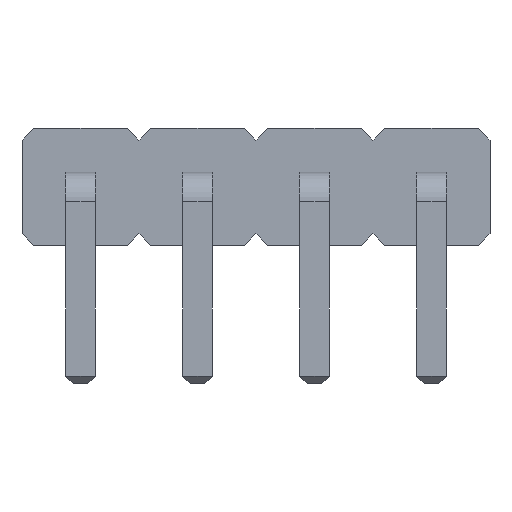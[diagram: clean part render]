
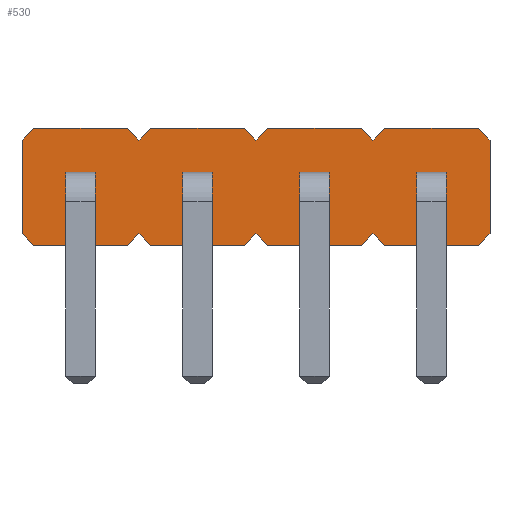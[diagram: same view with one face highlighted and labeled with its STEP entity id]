
A CAD part, left-side view. The second image highlights one B-rep face of the part: STEP entity #530.
In plain terms, the highlighted planar face has unit normal (-1, 0, 0).
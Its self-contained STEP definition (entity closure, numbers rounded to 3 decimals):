
#13=DIRECTION('',(0.,0.,1.));
#22=VERTEX_POINT('',#23);
#23=CARTESIAN_POINT('',(1.5,1.27,0.254));
#34=VECTOR('',#35,1.);
#35=DIRECTION('',(0.,-0.707,-0.707));
#38=VERTEX_POINT('',#39);
#39=CARTESIAN_POINT('',(1.5,1.016,0.));
#42=EDGE_CURVE('',#22,#38,#43,.T.);
#43=LINE('',#23,#34);
#46=DIRECTION('',(0.,0.707,-0.707));
#56=VECTOR('',#57,1.);
#57=DIRECTION('',(0.,-1.,0.));
#60=VERTEX_POINT('',#61);
#61=CARTESIAN_POINT('',(1.5,-1.016,0.));
#64=EDGE_CURVE('',#38,#60,#65,.T.);
#65=LINE('',#39,#56);
#78=VECTOR('',#79,1.);
#79=DIRECTION('',(0.,-0.707,0.707));
#82=VERTEX_POINT('',#83);
#83=CARTESIAN_POINT('',(1.5,-1.27,0.254));
#86=EDGE_CURVE('',#60,#82,#87,.T.);
#87=LINE('',#61,#78);
#102=VERTEX_POINT('',#103);
#103=CARTESIAN_POINT('',(1.5,-1.524,0.));
#106=EDGE_CURVE('',#82,#102,#107,.T.);
#107=LINE('',#83,#34);
#121=VERTEX_POINT('',#122);
#122=CARTESIAN_POINT('',(1.5,-3.556,0.));
#125=EDGE_CURVE('',#102,#121,#126,.T.);
#126=LINE('',#103,#56);
#140=VERTEX_POINT('',#141);
#141=CARTESIAN_POINT('',(1.5,-3.81,0.254));
#144=EDGE_CURVE('',#121,#140,#145,.T.);
#145=LINE('',#122,#78);
#159=VERTEX_POINT('',#160);
#160=CARTESIAN_POINT('',(1.5,-4.064,0.));
#163=EDGE_CURVE('',#140,#159,#164,.T.);
#164=LINE('',#141,#34);
#178=VERTEX_POINT('',#179);
#179=CARTESIAN_POINT('',(1.5,-6.096,0.));
#182=EDGE_CURVE('',#159,#178,#183,.T.);
#183=LINE('',#160,#56);
#197=VERTEX_POINT('',#198);
#198=CARTESIAN_POINT('',(1.5,-6.35,0.254));
#201=EDGE_CURVE('',#178,#197,#202,.T.);
#202=LINE('',#179,#78);
#216=VERTEX_POINT('',#217);
#217=CARTESIAN_POINT('',(1.5,-6.604,0.));
#220=EDGE_CURVE('',#197,#216,#221,.T.);
#221=LINE('',#198,#34);
#235=VERTEX_POINT('',#236);
#236=CARTESIAN_POINT('',(1.5,-8.636,0.));
#239=EDGE_CURVE('',#216,#235,#240,.T.);
#240=LINE('',#217,#56);
#254=VERTEX_POINT('',#255);
#255=CARTESIAN_POINT('',(1.5,-8.89,0.254));
#258=EDGE_CURVE('',#235,#254,#259,.T.);
#259=LINE('',#236,#78);
#271=VECTOR('',#13,1.);
#274=VERTEX_POINT('',#275);
#275=CARTESIAN_POINT('',(1.5,-8.89,2.286));
#278=EDGE_CURVE('',#254,#274,#279,.T.);
#279=LINE('',#255,#271);
#291=VECTOR('',#292,1.);
#292=DIRECTION('',(0.,0.707,0.707));
#295=VERTEX_POINT('',#296);
#296=CARTESIAN_POINT('',(1.5,-8.636,2.54));
#299=EDGE_CURVE('',#274,#295,#300,.T.);
#300=LINE('',#275,#291);
#312=VECTOR('',#313,1.);
#313=DIRECTION('',(0.,1.,0.));
#316=VERTEX_POINT('',#317);
#317=CARTESIAN_POINT('',(1.5,-6.604,2.54));
#320=EDGE_CURVE('',#295,#316,#321,.T.);
#321=LINE('',#296,#312);
#333=VECTOR('',#46,1.);
#336=VERTEX_POINT('',#337);
#337=CARTESIAN_POINT('',(1.5,-6.35,2.286));
#340=EDGE_CURVE('',#316,#336,#341,.T.);
#341=LINE('',#317,#333);
#355=VERTEX_POINT('',#356);
#356=CARTESIAN_POINT('',(1.5,-6.096,2.54));
#359=EDGE_CURVE('',#336,#355,#360,.T.);
#360=LINE('',#337,#291);
#374=VERTEX_POINT('',#375);
#375=CARTESIAN_POINT('',(1.5,-4.064,2.54));
#378=EDGE_CURVE('',#355,#374,#379,.T.);
#379=LINE('',#356,#312);
#393=VERTEX_POINT('',#394);
#394=CARTESIAN_POINT('',(1.5,-3.81,2.286));
#397=EDGE_CURVE('',#374,#393,#398,.T.);
#398=LINE('',#375,#333);
#412=VERTEX_POINT('',#413);
#413=CARTESIAN_POINT('',(1.5,-3.556,2.54));
#416=EDGE_CURVE('',#393,#412,#417,.T.);
#417=LINE('',#394,#291);
#431=VERTEX_POINT('',#432);
#432=CARTESIAN_POINT('',(1.5,-1.524,2.54));
#435=EDGE_CURVE('',#412,#431,#436,.T.);
#436=LINE('',#413,#312);
#450=VERTEX_POINT('',#451);
#451=CARTESIAN_POINT('',(1.5,-1.27,2.286));
#454=EDGE_CURVE('',#431,#450,#455,.T.);
#455=LINE('',#432,#333);
#469=VERTEX_POINT('',#470);
#470=CARTESIAN_POINT('',(1.5,-1.016,2.54));
#473=EDGE_CURVE('',#450,#469,#474,.T.);
#474=LINE('',#451,#291);
#488=VERTEX_POINT('',#489);
#489=CARTESIAN_POINT('',(1.5,1.016,2.54));
#492=EDGE_CURVE('',#469,#488,#493,.T.);
#493=LINE('',#470,#312);
#507=VERTEX_POINT('',#508);
#508=CARTESIAN_POINT('',(1.5,1.27,2.286));
#511=EDGE_CURVE('',#488,#507,#512,.T.);
#512=LINE('',#489,#333);
#522=VECTOR('',#523,1.);
#523=DIRECTION('',(0.,0.,-1.));
#526=EDGE_CURVE('',#507,#22,#527,.T.);
#527=LINE('',#508,#522);
#530=ADVANCED_FACE('',(#531),#559,.T.);
#531=FACE_BOUND('',#532,.T.);
#532=EDGE_LOOP('',(#533,#534,#535,#536,#537,#538,#539,#540,#541,#542,#543,#544,#545,#546,#547,#548,#549,#550,#551,#552,#553,#554,#555,#556,#557,#558));
#533=ORIENTED_EDGE('',*,*,#42,.T.);
#534=ORIENTED_EDGE('',*,*,#64,.T.);
#535=ORIENTED_EDGE('',*,*,#86,.T.);
#536=ORIENTED_EDGE('',*,*,#106,.T.);
#537=ORIENTED_EDGE('',*,*,#125,.T.);
#538=ORIENTED_EDGE('',*,*,#144,.T.);
#539=ORIENTED_EDGE('',*,*,#163,.T.);
#540=ORIENTED_EDGE('',*,*,#182,.T.);
#541=ORIENTED_EDGE('',*,*,#201,.T.);
#542=ORIENTED_EDGE('',*,*,#220,.T.);
#543=ORIENTED_EDGE('',*,*,#239,.T.);
#544=ORIENTED_EDGE('',*,*,#258,.T.);
#545=ORIENTED_EDGE('',*,*,#278,.T.);
#546=ORIENTED_EDGE('',*,*,#299,.T.);
#547=ORIENTED_EDGE('',*,*,#320,.T.);
#548=ORIENTED_EDGE('',*,*,#340,.T.);
#549=ORIENTED_EDGE('',*,*,#359,.T.);
#550=ORIENTED_EDGE('',*,*,#378,.T.);
#551=ORIENTED_EDGE('',*,*,#397,.T.);
#552=ORIENTED_EDGE('',*,*,#416,.T.);
#553=ORIENTED_EDGE('',*,*,#435,.T.);
#554=ORIENTED_EDGE('',*,*,#454,.T.);
#555=ORIENTED_EDGE('',*,*,#473,.T.);
#556=ORIENTED_EDGE('',*,*,#492,.T.);
#557=ORIENTED_EDGE('',*,*,#511,.T.);
#558=ORIENTED_EDGE('',*,*,#526,.T.);
#559=PLANE('',#560);
#560=AXIS2_PLACEMENT_3D('',#561,#562,#563);
#561=CARTESIAN_POINT('',(1.5,-3.81,1.27));
#562=DIRECTION('',(-1.,0.,0.));
#563=DIRECTION('',(0.,-1.,0.));
